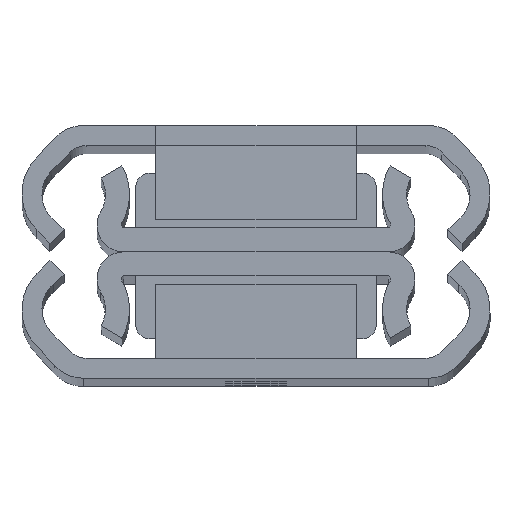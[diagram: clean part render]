
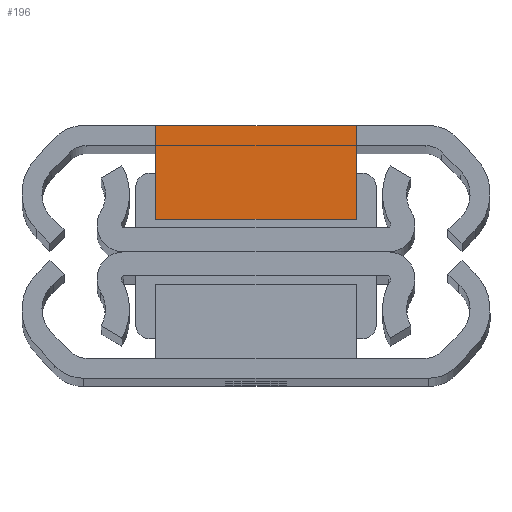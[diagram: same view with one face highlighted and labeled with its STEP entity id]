
A CAD part, top view. The second image highlights one B-rep face of the part: STEP entity #196.
In plain terms, the highlighted face is planar.
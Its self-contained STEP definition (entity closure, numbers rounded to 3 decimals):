
#84 = VERTEX_POINT ( 'NONE', #1875 ) ;
#85 = VERTEX_POINT ( 'NONE', #1876 ) ;
#124 = VERTEX_POINT ( 'NONE', #1882 ) ;
#196 = ADVANCED_FACE ( 'NONE', ( #1330 ), #2113, .F. ) ;
#212 = EDGE_CURVE ( 'NONE', #85, #532, #1354, .T. ) ;
#215 = EDGE_CURVE ( 'NONE', #124, #85, #1363, .T. ) ;
#259 = EDGE_CURVE ( 'NONE', #532, #542, #1449, .T. ) ;
#269 = EDGE_CURVE ( 'NONE', #510, #84, #1469, .T. ) ;
#290 = EDGE_CURVE ( 'NONE', #542, #84, #1505, .T. ) ;
#323 = EDGE_CURVE ( 'NONE', #124, #510, #1562, .T. ) ;
#510 = VERTEX_POINT ( 'NONE', #2717 ) ;
#532 = VERTEX_POINT ( 'NONE', #2739 ) ;
#542 = VERTEX_POINT ( 'NONE', #2749 ) ;
#590 = EDGE_LOOP ( 'NONE', ( #1043, #1044, #744, #745, #746, #747 ) ) ;
#744 = ORIENTED_EDGE ( 'NONE', *, *, #259, .T. ) ;
#745 = ORIENTED_EDGE ( 'NONE', *, *, #290, .T. ) ;
#746 = ORIENTED_EDGE ( 'NONE', *, *, #269, .F. ) ;
#747 = ORIENTED_EDGE ( 'NONE', *, *, #323, .F. ) ;
#1043 = ORIENTED_EDGE ( 'NONE', *, *, #215, .T. ) ;
#1044 = ORIENTED_EDGE ( 'NONE', *, *, #212, .T. ) ;
#1150 = AXIS2_PLACEMENT_3D ( 'NONE', #2116, #2122, #2123 ) ;
#1330 = FACE_OUTER_BOUND ( 'NONE', #590, .T. ) ;
#1354 = LINE ( 'NONE', #2151, #1362 ) ;
#1362 = VECTOR ( 'NONE', #2164, 1000. ) ;
#1363 = LINE ( 'NONE', #2167, #1368 ) ;
#1368 = VECTOR ( 'NONE', #2170, 1000. ) ;
#1449 = LINE ( 'NONE', #2257, #1454 ) ;
#1454 = VECTOR ( 'NONE', #2261, 1000. ) ;
#1463 = VECTOR ( 'NONE', #2282, 1000. ) ;
#1469 = LINE ( 'NONE', #2281, #1463 ) ;
#1505 = LINE ( 'NONE', #2325, #1510 ) ;
#1510 = VECTOR ( 'NONE', #2329, 1000. ) ;
#1562 = LINE ( 'NONE', #2406, #1563 ) ;
#1563 = VECTOR ( 'NONE', #2407, 1000. ) ;
#1875 = CARTESIAN_POINT ( 'NONE',  ( 7.5, -8.28, -173.3 ) ) ;
#1876 = CARTESIAN_POINT ( 'NONE',  ( -7.5, -8.28, -173.3 ) ) ;
#1882 = CARTESIAN_POINT ( 'NONE',  ( -7.5, -9.78, -173.3 ) ) ;
#2113 = PLANE ( 'NONE',  #1150 ) ;
#2116 = CARTESIAN_POINT ( 'NONE',  ( 7.5, -9.78, -173.3 ) ) ;
#2122 = DIRECTION ( 'NONE',  ( 0., 0., 1. ) ) ;
#2123 = DIRECTION ( 'NONE',  ( 1., 0., 0. ) ) ;
#2151 = CARTESIAN_POINT ( 'NONE',  ( -7.5, -8.28, -173.3 ) ) ;
#2164 = DIRECTION ( 'NONE',  ( 0., 1., 0. ) ) ;
#2167 = CARTESIAN_POINT ( 'NONE',  ( -7.5, -9.78, -173.3 ) ) ;
#2170 = DIRECTION ( 'NONE',  ( 0., 1., 0. ) ) ;
#2257 = CARTESIAN_POINT ( 'NONE',  ( -7.5, -2.78, -173.3 ) ) ;
#2261 = DIRECTION ( 'NONE',  ( 1., 0., 0. ) ) ;
#2281 = CARTESIAN_POINT ( 'NONE',  ( 7.5, -9.78, -173.3 ) ) ;
#2282 = DIRECTION ( 'NONE',  ( 0., 1., 0. ) ) ;
#2325 = CARTESIAN_POINT ( 'NONE',  ( 7.5, -2.78, -173.3 ) ) ;
#2329 = DIRECTION ( 'NONE',  ( 0., -1., 0. ) ) ;
#2406 = CARTESIAN_POINT ( 'NONE',  ( 7.5, -9.78, -173.3 ) ) ;
#2407 = DIRECTION ( 'NONE',  ( 1., 0., 0. ) ) ;
#2717 = CARTESIAN_POINT ( 'NONE',  ( 7.5, -9.78, -173.3 ) ) ;
#2739 = CARTESIAN_POINT ( 'NONE',  ( -7.5, -2.78, -173.3 ) ) ;
#2749 = CARTESIAN_POINT ( 'NONE',  ( 7.5, -2.78, -173.3 ) ) ;
